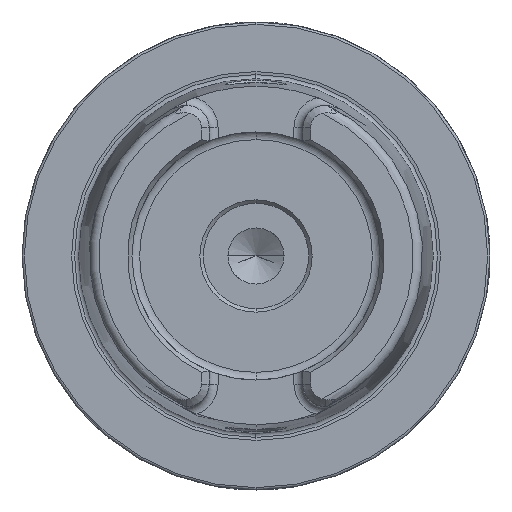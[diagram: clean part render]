
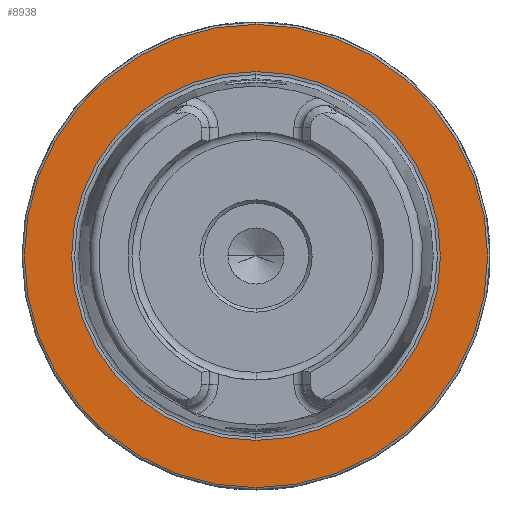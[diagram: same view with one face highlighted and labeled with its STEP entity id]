
A CAD part, left-side view. The second image highlights one B-rep face of the part: STEP entity #8938.
In plain terms, the highlighted planar face has unit normal (-1, 0, 0).
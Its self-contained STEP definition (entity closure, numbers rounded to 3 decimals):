
#603 = EDGE_CURVE ( 'NONE', #9660, #9696, #5689, .T. ) ;
#605 = EDGE_CURVE ( 'NONE', #4017, #4014, #5686, .T. ) ;
#1015 = FACE_OUTER_BOUND ( 'NONE', #12708, .T. ) ;
#1021 = FACE_BOUND ( 'NONE', #12723, .T. ) ;
#1242 = DIRECTION ( 'NONE',  ( 0., 0., 1. ) ) ;
#1244 = DIRECTION ( 'NONE',  ( -1., 0., 0. ) ) ;
#1246 = CARTESIAN_POINT ( 'NONE',  ( 0., 0., 0. ) ) ;
#1363 = DIRECTION ( 'NONE',  ( 0., 0., 1. ) ) ;
#1365 = DIRECTION ( 'NONE',  ( -1., 0., 0. ) ) ;
#1366 = CARTESIAN_POINT ( 'NONE',  ( 0., 0., 0. ) ) ;
#1941 = EDGE_CURVE ( 'NONE', #4014, #4017, #3892, .T. ) ;
#1950 = EDGE_CURVE ( 'NONE', #9696, #9660, #3877, .T. ) ;
#3877 = CIRCLE ( 'NONE', #8702, 39.405 ) ;
#3892 = CIRCLE ( 'NONE', #8707, 49.5 ) ;
#4014 = VERTEX_POINT ( 'NONE', #6523 ) ;
#4017 = VERTEX_POINT ( 'NONE', #6583 ) ;
#5686 = CIRCLE ( 'NONE', #12227, 49.5 ) ;
#5689 = CIRCLE ( 'NONE', #12228, 39.405 ) ;
#5908 = ORIENTED_EDGE ( 'NONE', *, *, #603, .F. ) ;
#5909 = ORIENTED_EDGE ( 'NONE', *, *, #1950, .F. ) ;
#5910 = ORIENTED_EDGE ( 'NONE', *, *, #1941, .T. ) ;
#5911 = ORIENTED_EDGE ( 'NONE', *, *, #605, .T. ) ;
#6523 = CARTESIAN_POINT ( 'NONE',  ( 0., 0., 49.5 ) ) ;
#6583 = CARTESIAN_POINT ( 'NONE',  ( 0., 0., -49.5 ) ) ;
#7077 = AXIS2_PLACEMENT_3D ( 'NONE', #10684, #10690, #10691 ) ;
#8702 = AXIS2_PLACEMENT_3D ( 'NONE', #1366, #1365, #1363 ) ;
#8707 = AXIS2_PLACEMENT_3D ( 'NONE', #1246, #1244, #1242 ) ;
#8938 = ADVANCED_FACE ( 'NONE', ( #1021, #1015 ), #10685, .F. ) ;
#9660 = VERTEX_POINT ( 'NONE', #10801 ) ;
#9696 = VERTEX_POINT ( 'NONE', #10837 ) ;
#10684 = CARTESIAN_POINT ( 'NONE',  ( 0., 49.5, 0. ) ) ;
#10685 = PLANE ( 'NONE',  #7077 ) ;
#10690 = DIRECTION ( 'NONE',  ( 1., 0., 0. ) ) ;
#10691 = DIRECTION ( 'NONE',  ( 0., 0., -1. ) ) ;
#10801 = CARTESIAN_POINT ( 'NONE',  ( 0., 0., 39.405 ) ) ;
#10837 = CARTESIAN_POINT ( 'NONE',  ( 0., 0., -39.405 ) ) ;
#11732 = DIRECTION ( 'NONE',  ( -1., 0., 0. ) ) ;
#11736 = CARTESIAN_POINT ( 'NONE',  ( 0., 0., 0. ) ) ;
#11737 = DIRECTION ( 'NONE',  ( 0., 0., 1. ) ) ;
#11738 = DIRECTION ( 'NONE',  ( -1., 0., 0. ) ) ;
#11745 = CARTESIAN_POINT ( 'NONE',  ( 0., 0., 0. ) ) ;
#11781 = DIRECTION ( 'NONE',  ( 0., 0., 1. ) ) ;
#12227 = AXIS2_PLACEMENT_3D ( 'NONE', #11736, #11732, #11781 ) ;
#12228 = AXIS2_PLACEMENT_3D ( 'NONE', #11745, #11738, #11737 ) ;
#12708 = EDGE_LOOP ( 'NONE', ( #5910, #5911 ) ) ;
#12723 = EDGE_LOOP ( 'NONE', ( #5908, #5909 ) ) ;
